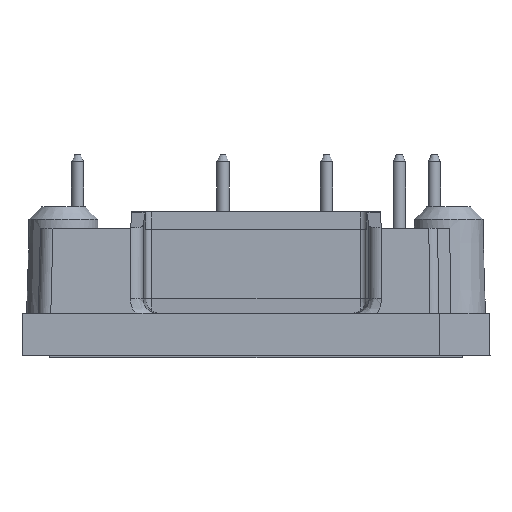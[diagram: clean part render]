
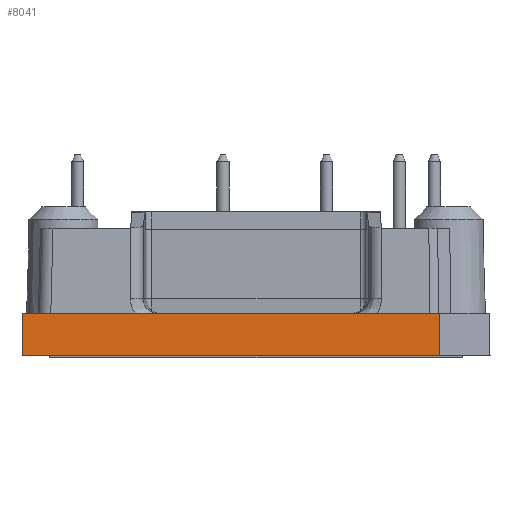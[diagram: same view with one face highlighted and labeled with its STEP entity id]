
A CAD part, left-side view. The second image highlights one B-rep face of the part: STEP entity #8041.
In plain terms, the highlighted planar face has unit normal (-1, 0, 0.018).
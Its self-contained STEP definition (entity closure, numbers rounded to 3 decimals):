
#1893=ORIENTED_EDGE('',*,*,#3534,.T.);
#1894=ORIENTED_EDGE('',*,*,#3537,.F.);
#1895=ORIENTED_EDGE('',*,*,#3538,.T.);
#1896=ORIENTED_EDGE('',*,*,#3539,.T.);
#3534=EDGE_CURVE('',#4446,#4444,#5229,.F.);
#3537=EDGE_CURVE('',#4448,#4444,#5232,.F.);
#3538=EDGE_CURVE('',#4448,#4449,#5233,.T.);
#3539=EDGE_CURVE('',#4449,#4446,#5234,.F.);
#4444=VERTEX_POINT('',#16607);
#4446=VERTEX_POINT('',#16610);
#4448=VERTEX_POINT('',#16616);
#4449=VERTEX_POINT('',#16618);
#5229=LINE('',#16609,#5866);
#5232=LINE('',#16615,#5869);
#5233=LINE('',#16617,#5870);
#5234=LINE('',#16619,#5871);
#5866=VECTOR('',#12381,1000.);
#5869=VECTOR('',#12386,1000.);
#5870=VECTOR('',#12387,1000.);
#5871=VECTOR('',#12388,1000.);
#6334=EDGE_LOOP('',(#1893,#1894,#1895,#1896));
#7055=FACE_BOUND('',#6334,.T.);
#7665=PLANE('',#11027);
#8041=ADVANCED_FACE('',(#7055),#7665,.T.);
#11027=AXIS2_PLACEMENT_3D('',#16614,#12384,#12385);
#12381=DIRECTION('',(-0.017,-0.007,-1.));
#12384=DIRECTION('',(-1.,0.,0.017));
#12385=DIRECTION('',(0.017,0.,1.));
#12386=DIRECTION('',(0.,1.,0.));
#12387=DIRECTION('',(-0.017,0.017,-1.));
#12388=DIRECTION('',(0.,1.,0.));
#16607=CARTESIAN_POINT('',(-40.941,-14.675,3.4));
#16609=CARTESIAN_POINT('',(-40.998,-14.699,0.134));
#16610=CARTESIAN_POINT('',(-41.,-14.7,0.));
#16614=CARTESIAN_POINT('',(-41.,0.,0.));
#16615=CARTESIAN_POINT('',(-40.941,0.,3.4));
#16616=CARTESIAN_POINT('',(-40.941,18.641,3.4));
#16617=CARTESIAN_POINT('',(-40.994,18.694,0.326));
#16618=CARTESIAN_POINT('',(-41.,18.7,0.));
#16619=CARTESIAN_POINT('',(-41.,0.,0.));
